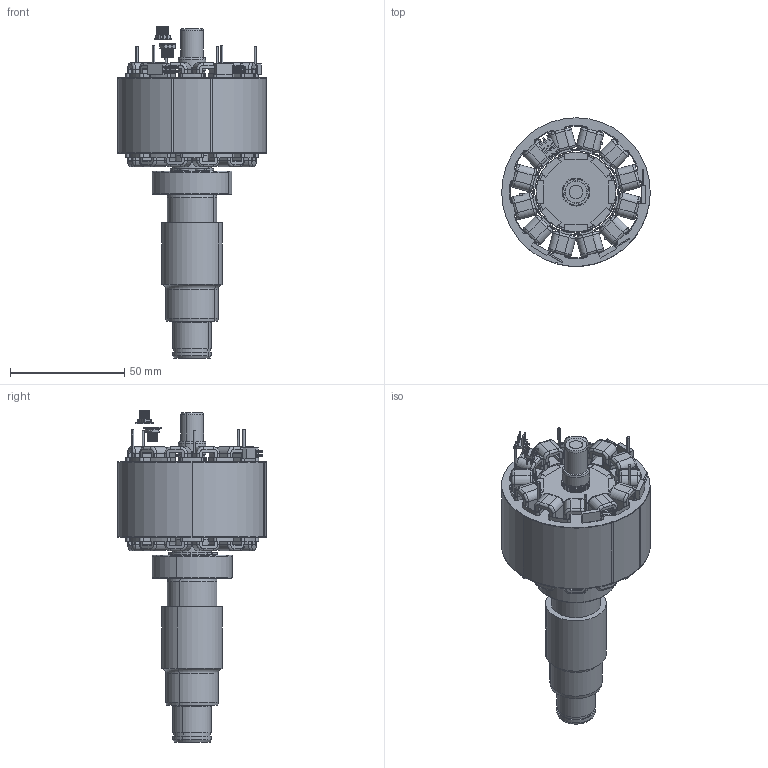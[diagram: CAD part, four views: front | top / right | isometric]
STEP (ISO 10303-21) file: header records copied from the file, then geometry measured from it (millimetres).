
FILE_DESCRIPTION (( 'STEP AP214' ), '1' );
FILE_NAME ('2257-3540300-Ýëåêòðîäâèãàòåëü òîðìîçíîãî ìåõàíèçìà.STEP', '2023-12-07T12:33:59', ( '' ), ( '' ), 'SwSTEP 2.0', 'SolidWorks 2020', '' );
FILE_SCHEMA (( 'AUTOMOTIVE_DESIGN' ));
Length unit declared in the file: millimetre
Products named in the file (39): 2257-3540330_0_2-羊囹铕 钺祛蜞眄_MODEL-4.stp; 2257-3540330_0_2-羊囹铕 钺祛蜞眄_MODEL-11.stp; 45104373000010_0_1-枟蝂鼏 N42SH 檜眒.757186.911.stp; 2257-3540330_0_2-羊囹铕 钺祛蜞眄_MODEL-14.stp; 2257-3540341_0_1-Ëèñò ñòàòîðà.stp; 174673_0_1.stp; 2257-3540330_0_2-羊囹铕 钺祛蜞眄_MODEL-12.stp; 2257-3540330_0_2-羊囹铕 钺祛蜞眄_MODEL-5.stp; 2257-3540340_0_1-ﾑ褞蒟韭 瑣ⅱ濱MODEL.stp; 2257-3540350_0_1-ﾑ褞蒟韭 _MODEL-19.stp; 170962_0_1.stp; 2257-3540340_0_1-ﾑ褞蒟韭 瑣ⅱ濱MODEL-0.stp; 2257-3540330_0_2-羊囹铕 钺祛蜞眄_MODEL-16.stp; 2257-3540330_0_2-羊囹铕 钺祛蜞眄_MODEL-3.stp; 2257-3540330_0_2-羊囹铕 钺祛蜞眄_MODEL-13.stp; 2257-3540310_0_1-匎襜禬MODEL.stp; 45104373000099_0_1-Òåìïåðàòóðíûé äàò÷èê Honeywell HRTS-5760-B-U-0-12.stp; 2257-3540330_0_2-羊囹铕 钺祛蜞眄_MODEL-9.stp; 2257-3540330_0_2-羊囹铕 钺祛蜞眄_MODEL-2.stp; 2257-3540352_0_2-枟蝂鼏 N42SH 檜眒.757186.911-01.stp; 2257-3540330_0_2-羊囹铕 钺祛蜞眄_MODEL-8.stp; 2257-3540320_0_2-栺僗闉_MODEL.stp; 2257-3540350_0_1-ﾑ褞蒟韭 _MODEL.stp; 2257-3540330_0_2-羊囹铕 钺祛蜞眄_MODEL-1.stp; 2257-3540300-Ýëåêòðîäâèãàòåëü òîðìîçíîãî ìåõàíèçìà.stp; 2257-3540330_0_2-羊囹铕 钺祛蜞眄_MODEL.stp; 2257-3540300-Ýëåêòðîäâèãàòåëü òîðìîçíîãî ìåõàíèçìà; 2257-3540330_0_2-羊囹铕 钺祛蜞眄_MODEL-17.stp; 173183_0_2-Ïîäøèïíèê EPK 80203Ñ24.stp; 2257-3540330_0_2-羊囹铕 钺祛蜞眄_MODEL-6.stp; 170951_0_1_MODEL.stp; 2257-3540330_0_2-羊囹铕 钺祛蜞眄_MODEL-10.stp; 2257-3540330_0_2-羊囹铕 钺祛蜞眄_MODEL-7.stp; 2257-3540311_0_1-ﾂ琿.stp; 2257-3540330_0_2-羊囹铕 钺祛蜞眄_MODEL-15.stp; A17gost13942-86_0_1-扻錪犩 A17 襞旂 13942-86.stp; 2257-3540330_0_2-羊囹铕 钺祛蜞眄_MODEL-18.stp; 2257-3540351_0_1-咍嚦 豂襜譇.stp; 2257-3540342_0_1-Ïàçîâàÿ èçîëÿöèÿ.stp
Assembly tree (208 placements, depth 6):
  2257-3540300-Ýëåêòðîäâèãàòåëü òîðìîçíîãî ìåõàíèçìà
    2257-3540300-Ýëåêòðîäâèãàòåëü òîðìîçíîãî ìåõàíèçìà.stp
      2257-3540320_0_2-栺僗闉_MODEL.stp
        2257-3540330_0_2-羊囹铕 钺祛蜞眄_MODEL.stp
          2257-3540340_0_1-ﾑ褞蒟韭 瑣ⅱ濱MODEL.stp
            2257-3540341_0_1-Ëèñò ñòàòîðà.stp  x120
            2257-3540340_0_1-ﾑ褞蒟韭 瑣ⅱ濱MODEL-0.stp
          2257-3540342_0_1-Ïàçîâàÿ èçîëÿöèÿ.stp  x12
          45104373000099_0_1-Òåìïåðàòóðíûé äàò÷èê Honeywell HRTS-5760-B-U-0-12.stp  x3
          2257-3540330_0_2-羊囹铕 钺祛蜞眄_MODEL-1.stp
          2257-3540330_0_2-羊囹铕 钺祛蜞眄_MODEL-2.stp
          2257-3540330_0_2-羊囹铕 钺祛蜞眄_MODEL-3.stp
          2257-3540330_0_2-羊囹铕 钺祛蜞眄_MODEL-4.stp
          2257-3540330_0_2-羊囹铕 钺祛蜞眄_MODEL-5.stp
          2257-3540330_0_2-羊囹铕 钺祛蜞眄_MODEL-6.stp
          2257-3540330_0_2-羊囹铕 钺祛蜞眄_MODEL-7.stp
          2257-3540330_0_2-羊囹铕 钺祛蜞眄_MODEL-8.stp
          2257-3540330_0_2-羊囹铕 钺祛蜞眄_MODEL-9.stp
          2257-3540330_0_2-羊囹铕 钺祛蜞眄_MODEL-10.stp
          2257-3540330_0_2-羊囹铕 钺祛蜞眄_MODEL-11.stp
          2257-3540330_0_2-羊囹铕 钺祛蜞眄_MODEL-12.stp
          2257-3540330_0_2-羊囹铕 钺祛蜞眄_MODEL-13.stp
          2257-3540330_0_2-羊囹铕 钺祛蜞眄_MODEL-14.stp
          2257-3540330_0_2-羊囹铕 钺祛蜞眄_MODEL-15.stp
          2257-3540330_0_2-羊囹铕 钺祛蜞眄_MODEL-16.stp
          2257-3540330_0_2-羊囹铕 钺祛蜞眄_MODEL-17.stp
          2257-3540330_0_2-羊囹铕 钺祛蜞眄_MODEL-18.stp
        170951_0_1_MODEL.stp
          170962_0_1.stp  x2
      2257-3540310_0_1-匎襜禬MODEL.stp
        2257-3540350_0_1-ﾑ褞蒟韭 _MODEL.stp
          2257-3540351_0_1-咍嚦 豂襜譇.stp  x32
          2257-3540352_0_2-枟蝂鼏 N42SH 檜眒.757186.911-01.stp  x4
          45104373000010_0_1-枟蝂鼏 N42SH 檜眒.757186.911.stp  x4
          2257-3540350_0_1-ﾑ褞蒟韭 _MODEL-19.stp
        2257-3540311_0_1-ﾂ琿.stp
        173183_0_2-Ïîäøèïíèê EPK 80203Ñ24.stp
        A17gost13942-86_0_1-扻錪犩 A17 襞旂 13942-86.stp
        174673_0_1.stp
Bounding box: 65 x 64.89 x 145.28 mm (x, y, z)
Volume: 191821 mm3; surface area: 487459.1 mm2
Topology: 205 solids, 205 shells, 22255 faces, 64896 edges, 43096 vertices
Faces by surface type: cylinder 11390, plane 10497, torus 262, bspline 48, cone 38, sphere 20
Entity records: 51280 total; most frequent: DIRECTION 8788, CARTESIAN_POINT 8577, ORIENTED_EDGE 7640, EDGE_CURVE 3820, AXIS2_PLACEMENT_3D 3365, VERTEX_POINT 2386, LINE 2058, VECTOR 2058
